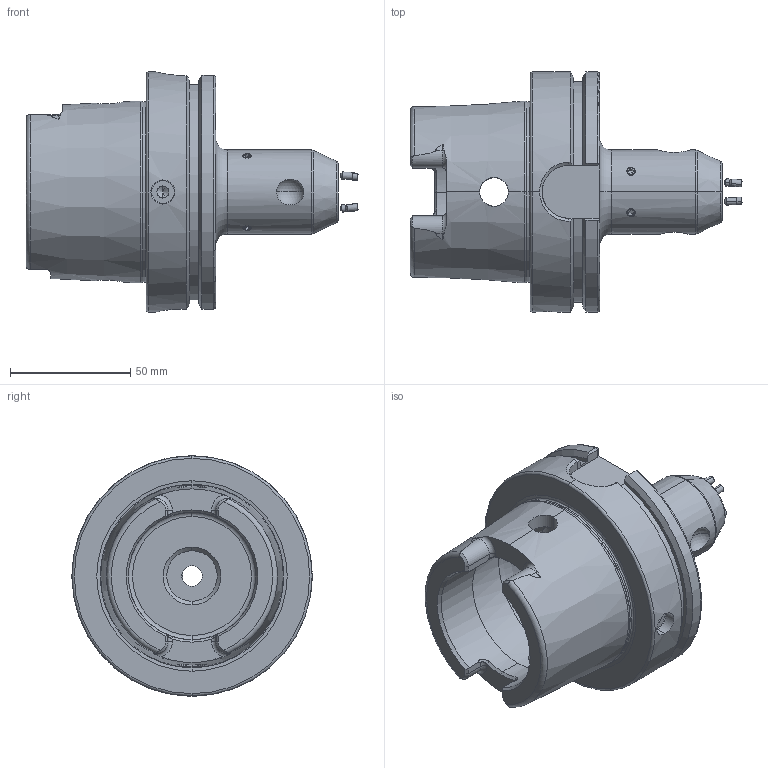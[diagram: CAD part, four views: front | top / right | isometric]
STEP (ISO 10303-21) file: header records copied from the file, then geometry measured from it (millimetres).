
FILE_DESCRIPTION (( 'STEP AP203' ), '1' );
FILE_NAME ('91100A-WK10080.STEP', '2023-04-29T13:33:12', ( '' ), ( '' ), 'SwSTEP 2.0', 'SolidWorks 2018', '' );
FILE_SCHEMA (( 'CONFIG_CONTROL_DESIGN' ));
Length unit declared in the file: millimetre
Products named in the file (6): GS-M10X12-DIN1835-B; GS-M4X4_DIN 913 - M4 x 4-N; GS-M3X5; HSKA100EK10080WW; 91100A-WK10080
Assembly tree (11 placements, depth 3):
  91100A-WK10080
    HSKA100EK10080WW
      HSKA100EK10080WW
      GS-M10X12-DIN1835-B
      GS-M4X4_DIN 913 - M4 x 4-N  x4
      GS-M3X5  x4
Bounding box: 138.21 x 100 x 100 mm (x, y, z)
Volume: 295519.9 mm3; surface area: 59286 mm2
Topology: 10 solids, 10 shells, 503 faces, 1247 edges, 771 vertices
Faces by surface type: cone 173, plane 155, cylinder 122, torus 33, bspline 18, sphere 2
Entity records: 13251 total; most frequent: CARTESIAN_POINT 5565, ORIENTED_EDGE 1466, DIRECTION 1412, EDGE_CURVE 733, AXIS2_PLACEMENT_3D 564, VERTEX_POINT 456, EDGE_LOOP 331, FACE_OUTER_BOUND 296
